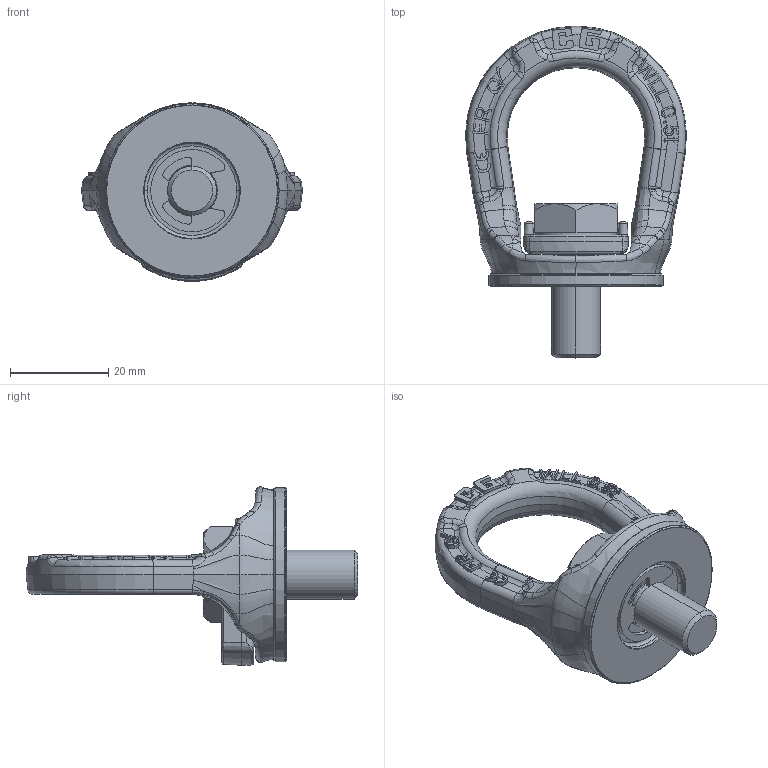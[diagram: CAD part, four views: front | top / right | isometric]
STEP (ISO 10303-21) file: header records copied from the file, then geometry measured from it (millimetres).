
FILE_DESCRIPTION((''),'2;1');
FILE_NAME('2037578','2016-08-12T',('pverbrugge'),('The Crosby Group LLC'),'CREO PARAMETRIC BY PTC INC, 2015290','CREO PARAMETRIC BY PTC INC, 2015290','');
FILE_SCHEMA(('AUTOMOTIVE_DESIGN { 1 0 10303 214 1 1 1 1 }'));
Products named in the file (1): 2037578
Bounding box: 44.99 x 67.58 x 36.34 mm (x, y, z)
Volume: 18011 mm3; surface area: 9918.9 mm2
Topology: 1 solids, 1 shells, 993 faces, 2515 edges, 1527 vertices
Faces by surface type: bspline 292, plane 273, cylinder 131, torus 121, extrusion 104, cone 72
Entity records: 87210 total; most frequent: CARTESIAN_POINT 50779, ORIENTED_EDGE 5030, DIRECTION 3633, PRESENTATION_STYLE_ASSIGNMENT 3509, STYLED_ITEM 3002, CURVE_STYLE 2515, EDGE_CURVE 2515, VERTEX_POINT 1527
